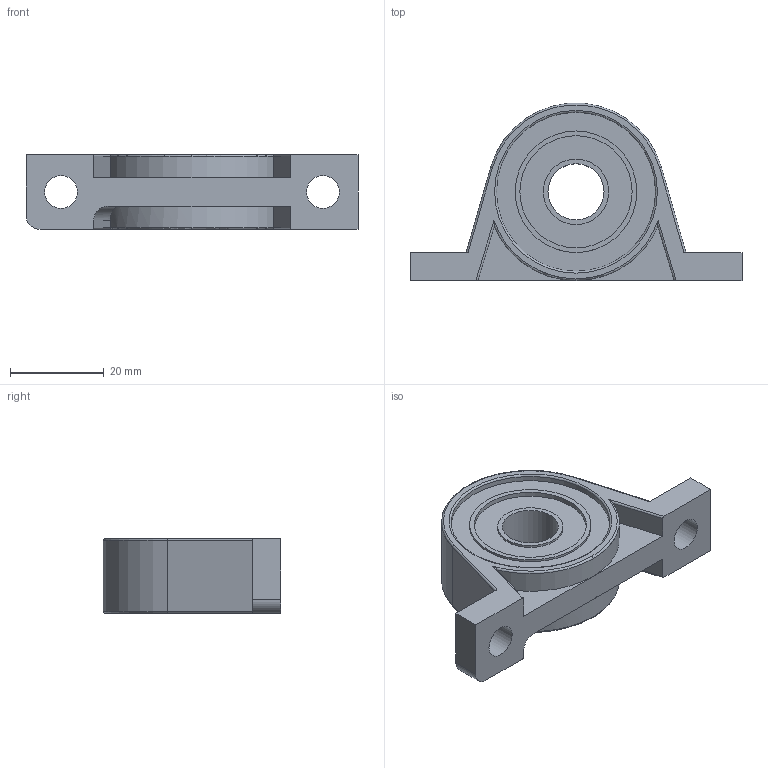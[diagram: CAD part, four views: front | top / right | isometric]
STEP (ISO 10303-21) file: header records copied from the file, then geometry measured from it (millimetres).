
FILE_DESCRIPTION(('FreeCAD Model'),'2;1');
FILE_NAME('Open CASCADE Shape Model','2025-11-26T23:35:41',('Author'),( ''),'Open CASCADE STEP processor 7.8','FreeCAD','Unknown');
FILE_SCHEMA(('AUTOMOTIVE_DESIGN { 1 0 10303 214 1 1 1 1 }'));
Length unit declared in the file: millimetre
Products named in the file (6): PillowBlock_KP001; Body; Body001; Body002; Body003; Body004
Assembly tree (5 placements, depth 2):
  PillowBlock_KP001
    Body
    Body001
    Body002
    Body003
    Body004
Bounding box: 71 x 37.93 x 16 mm (x, y, z)
Volume: 18513.5 mm3; surface area: 15106.1 mm2
Topology: 5 solids, 5 shells, 57 faces, 129 edges, 82 vertices
Faces by surface type: plane 25, cylinder 24, torus 8
Full cylindrical faces by diameter (mm): 7 x2, 12 x1, 14 x2, 24 x2, 26 x2, 34 x2
Entity records: 1885 total; most frequent: CARTESIAN_POINT 387, DIRECTION 309, ORIENTED_EDGE 258, EDGE_CURVE 129, AXIS2_PLACEMENT_3D 122, VERTEX_POINT 82, FACE_BOUND 71, EDGE_LOOP 71
